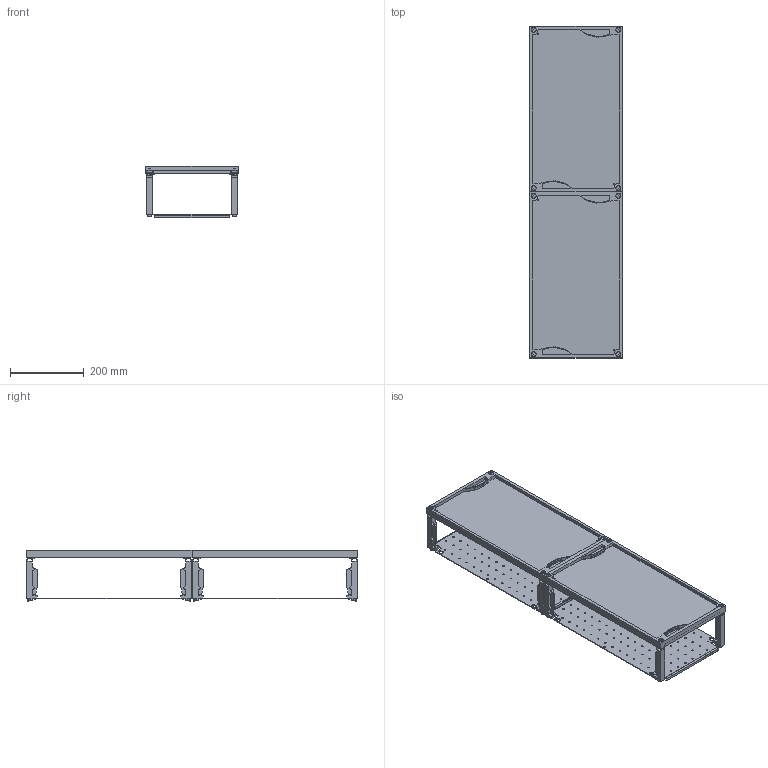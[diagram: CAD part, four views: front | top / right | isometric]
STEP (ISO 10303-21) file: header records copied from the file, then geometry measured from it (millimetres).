
FILE_DESCRIPTION(('STEP AP214'),'1');
FILE_NAME('cctmp_51DEE956-C040-46EA-A159-5EBC64E9A357_2023_07_22_14_12_10_0160..stp','2023-07-22T12:12:12',('SIEMENS A&D'),('CADClick - www.CADClick.com'),'Spatial InterOp 3D postprocessed',' ','unknown authorization');
FILE_SCHEMA(('AUTOMOTIVE_DESIGN'));
Length unit declared in the file: millimetre
Products named in the file (21): cc_unnamed; 2023_07_22_14_12_10_0097; 2023_07_22_14_12_10_0093; 2023_07_22_14_12_10_0089; 2023_07_22_14_12_10_0085; 2023_07_22_14_12_10_0081; 2023_07_22_14_12_10_0077; 2023_07_22_14_12_10_0073; 2023_07_22_14_12_10_0069; 2023_07_22_14_12_10_0065; 2023_07_22_14_12_10_0061; 2023_07_22_14_12_10_0057; 2023_07_22_14_12_10_0053; 2023_07_22_14_12_10_0049; 2023_07_22_14_12_10_0045; 2023_07_22_14_12_10_0041; 2023_07_22_14_12_10_0037; 2023_07_22_14_12_10_0033; 2023_07_22_14_12_10_0029; 2023_07_22_14_12_10_0026; 2023_07_22_14_12_10_0022
Assembly tree (20 placements, depth 2):
  cc_unnamed
    2023_07_22_14_12_10_0097
    2023_07_22_14_12_10_0093
    2023_07_22_14_12_10_0089
    2023_07_22_14_12_10_0085
    2023_07_22_14_12_10_0081
    2023_07_22_14_12_10_0077
    2023_07_22_14_12_10_0073
    2023_07_22_14_12_10_0069
    2023_07_22_14_12_10_0065
    2023_07_22_14_12_10_0061
    2023_07_22_14_12_10_0057
    2023_07_22_14_12_10_0053
    2023_07_22_14_12_10_0049
    2023_07_22_14_12_10_0045
    2023_07_22_14_12_10_0041
    2023_07_22_14_12_10_0037
    2023_07_22_14_12_10_0033
    2023_07_22_14_12_10_0029
    2023_07_22_14_12_10_0026
    2023_07_22_14_12_10_0022
Bounding box: 250 x 900 x 139.43 mm (x, y, z)
Volume: 1432605.6 mm3; surface area: 1103126.2 mm2
Topology: 20 solids, 20 shells, 1752 faces, 4872 edges, 3216 vertices
Faces by surface type: cylinder 892, plane 812, torus 32, cone 16
Entity records: 63537 total; most frequent: DIRECTION 10234, CARTESIAN_POINT 10037, ORIENTED_EDGE 9744, EDGE_CURVE 4872, AXIS2_PLACEMENT_3D 3637, VERTEX_POINT 3216, LINE 2960, VECTOR 2960
